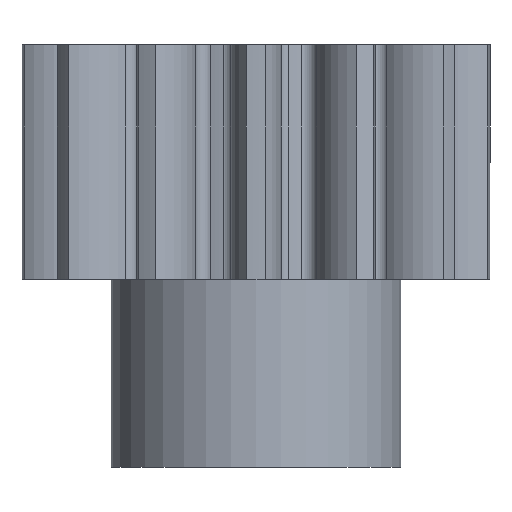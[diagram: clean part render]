
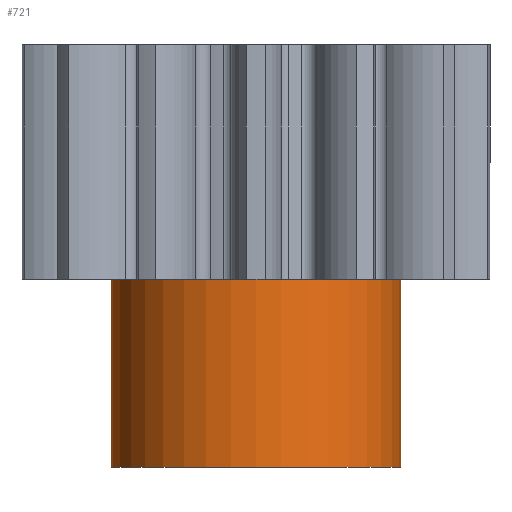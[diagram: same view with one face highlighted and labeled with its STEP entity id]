
A CAD part, front view. The second image highlights one B-rep face of the part: STEP entity #721.
In plain terms, the highlighted cylindrical face has radius 9.25 mm (diameter 18.5 mm), a partial arc.
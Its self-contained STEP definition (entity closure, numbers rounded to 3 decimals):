
#56 = EDGE_CURVE ( 'NONE', #362, #363, #1350, .T. ) ;
#131 = VERTEX_POINT ( 'NONE', #1554 ) ;
#321 = VERTEX_POINT ( 'NONE', #1762 ) ;
#323 = EDGE_CURVE ( 'NONE', #131, #321, #1718, .T. ) ;
#362 = VERTEX_POINT ( 'NONE', #1641 ) ;
#363 = VERTEX_POINT ( 'NONE', #1686 ) ;
#372 = EDGE_CURVE ( 'NONE', #363, #321, #2038, .T. ) ;
#704 = ORIENTED_EDGE ( 'NONE', *, *, #56, .F. ) ;
#720 = ORIENTED_EDGE ( 'NONE', *, *, #323, .T. ) ;
#721 = ADVANCED_FACE ( 'NONE', ( #2574 ), #2570, .T. ) ;
#722 = EDGE_CURVE ( 'NONE', #362, #131, #2577, .T. ) ;
#803 = EDGE_LOOP ( 'NONE', ( #704, #904, #720, #902 ) ) ;
#902 = ORIENTED_EDGE ( 'NONE', *, *, #372, .F. ) ;
#904 = ORIENTED_EDGE ( 'NONE', *, *, #722, .T. ) ;
#1347 = DIRECTION ( 'NONE',  ( 0., 0., 1. ) ) ;
#1348 = VECTOR ( 'NONE', #1347, 1000. ) ;
#1349 = CARTESIAN_POINT ( 'NONE',  ( -9.25, 0., -12. ) ) ;
#1350 = LINE ( 'NONE', #1349, #1348 ) ;
#1554 = CARTESIAN_POINT ( 'NONE',  ( 9.25, 0., -12. ) ) ;
#1641 = CARTESIAN_POINT ( 'NONE',  ( -9.25, 0., -12. ) ) ;
#1686 = CARTESIAN_POINT ( 'NONE',  ( -9.25, 0., 0. ) ) ;
#1717 = CARTESIAN_POINT ( 'NONE',  ( 9.25, 0., -12. ) ) ;
#1718 = LINE ( 'NONE', #1717, #1759 ) ;
#1758 = DIRECTION ( 'NONE',  ( 0., 0., 1. ) ) ;
#1759 = VECTOR ( 'NONE', #1758, 1000. ) ;
#1762 = CARTESIAN_POINT ( 'NONE',  ( 9.25, 0., 0. ) ) ;
#2038 = CIRCLE ( 'NONE', #2168, 9.25 ) ;
#2165 = DIRECTION ( 'NONE',  ( 1., 0., 0. ) ) ;
#2166 = DIRECTION ( 'NONE',  ( 0., 0., 1. ) ) ;
#2167 = CARTESIAN_POINT ( 'NONE',  ( 0., 0., 0. ) ) ;
#2168 = AXIS2_PLACEMENT_3D ( 'NONE', #2167, #2166, #2165 ) ;
#2546 = CARTESIAN_POINT ( 'NONE',  ( 0., 0., -12. ) ) ;
#2551 = DIRECTION ( 'NONE',  ( 1., 0., 0. ) ) ;
#2552 = AXIS2_PLACEMENT_3D ( 'NONE', #2554, #2561, #2551 ) ;
#2554 = CARTESIAN_POINT ( 'NONE',  ( 0., 0., -12. ) ) ;
#2558 = DIRECTION ( 'NONE',  ( 1., 0., 0. ) ) ;
#2561 = DIRECTION ( 'NONE',  ( 0., 0., 1. ) ) ;
#2566 = DIRECTION ( 'NONE',  ( 0., 0., 1. ) ) ;
#2570 = CYLINDRICAL_SURFACE ( 'NONE', #2575, 9.25 ) ;
#2574 = FACE_OUTER_BOUND ( 'NONE', #803, .T. ) ;
#2575 = AXIS2_PLACEMENT_3D ( 'NONE', #2546, #2566, #2558 ) ;
#2577 = CIRCLE ( 'NONE', #2552, 9.25 ) ;
